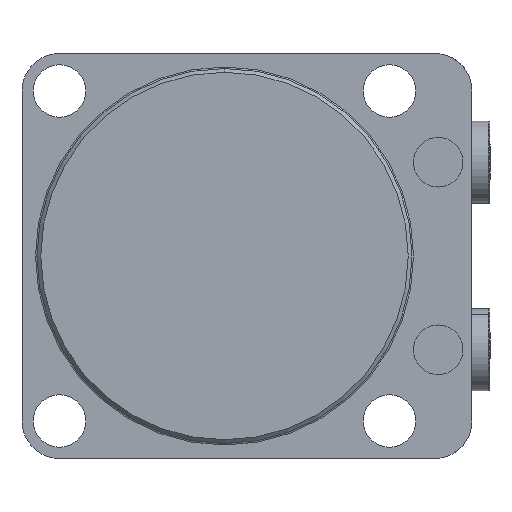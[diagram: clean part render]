
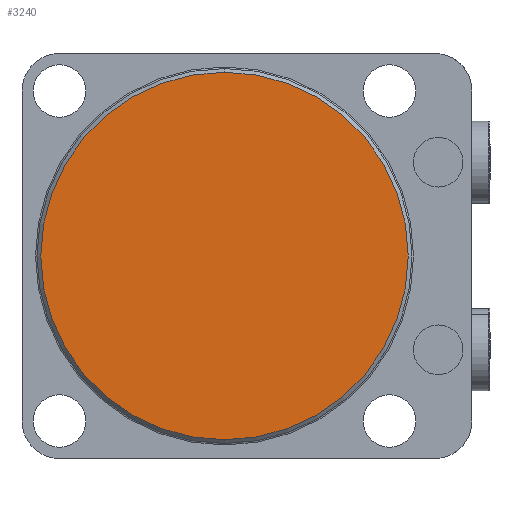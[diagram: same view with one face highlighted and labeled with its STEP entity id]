
A CAD part, front view. The second image highlights one B-rep face of the part: STEP entity #3240.
In plain terms, the highlighted planar face has unit normal (0, -1, 0).
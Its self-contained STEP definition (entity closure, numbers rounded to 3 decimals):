
#125 = ORIENTED_EDGE ( 'NONE', *, *, #3824, .T. ) ;
#495 = CARTESIAN_POINT ( 'NONE',  ( 0., 0., 49. ) ) ;
#502 = CARTESIAN_POINT ( 'NONE',  ( 0., 0., -49. ) ) ;
#1219 = DIRECTION ( 'NONE',  ( 0., 0., 1. ) ) ;
#1220 = DIRECTION ( 'NONE',  ( 0., -1., 0. ) ) ;
#1221 = CARTESIAN_POINT ( 'NONE',  ( 0., 0., 0. ) ) ;
#1351 = DIRECTION ( 'NONE',  ( 0., 0., 1. ) ) ;
#1352 = DIRECTION ( 'NONE',  ( 0., -1., 0. ) ) ;
#1355 = CARTESIAN_POINT ( 'NONE',  ( 0., 0., 0. ) ) ;
#1439 = CIRCLE ( 'NONE', #3441, 49. ) ;
#1534 = CIRCLE ( 'NONE', #3467, 49. ) ;
#1868 = FACE_OUTER_BOUND ( 'NONE', #2718, .T. ) ;
#2718 = EDGE_LOOP ( 'NONE', ( #4358, #125 ) ) ;
#2985 = DIRECTION ( 'NONE',  ( 0., 0., 1. ) ) ;
#2987 = DIRECTION ( 'NONE',  ( 0., 1., 0. ) ) ;
#2990 = PLANE ( 'NONE',  #3630 ) ;
#2993 = CARTESIAN_POINT ( 'NONE',  ( -54., 0., 54. ) ) ;
#3240 = ADVANCED_FACE ( 'NONE', ( #1868 ), #2990, .F. ) ;
#3441 = AXIS2_PLACEMENT_3D ( 'NONE', #1221, #1220, #1219 ) ;
#3467 = AXIS2_PLACEMENT_3D ( 'NONE', #1355, #1352, #1351 ) ;
#3630 = AXIS2_PLACEMENT_3D ( 'NONE', #2993, #2987, #2985 ) ;
#3824 = EDGE_CURVE ( 'NONE', #4212, #4216, #1534, .T. ) ;
#3889 = EDGE_CURVE ( 'NONE', #4216, #4212, #1439, .T. ) ;
#4212 = VERTEX_POINT ( 'NONE', #502 ) ;
#4216 = VERTEX_POINT ( 'NONE', #495 ) ;
#4358 = ORIENTED_EDGE ( 'NONE', *, *, #3889, .T. ) ;
